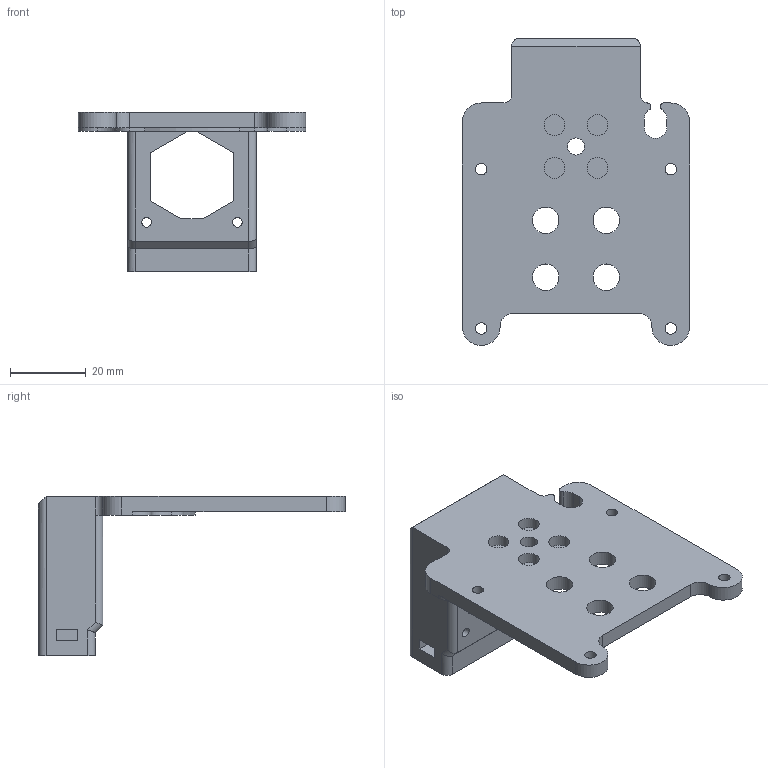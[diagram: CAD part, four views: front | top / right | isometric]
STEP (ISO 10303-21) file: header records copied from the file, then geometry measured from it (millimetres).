
FILE_DESCRIPTION(/* description */ (''),/* implementation_level */ '2;1');
FILE_NAME(/* name */ 'Toolhead Top Plate (NF Smart).step',/* time_stamp */ '2024-06-26T11:36:36-04:00',/* author */ (''),/* organization */ (''),/* preprocessor_version */ 'ST-DEVELOPER v20',/* originating_system */ 'Autodesk Translation Framework v13.14.0.145',/* authorisation */ '');
FILE_SCHEMA (('AUTOMOTIVE_DESIGN { 1 0 10303 214 3 1 1 }'));
Length unit declared in the file: millimetre
Products named in the file (1): (Unsaved)
Bounding box: 60 x 81 x 42 mm (x, y, z)
Volume: 29321.6 mm3; surface area: 14835.9 mm2
Topology: 1 solids, 1 shells, 108 faces, 260 edges, 171 vertices
Faces by surface type: cylinder 55, plane 53
Full cylindrical faces by diameter (mm): 2 x2, 2.075 x2, 2.529 x4, 2.9 x4, 3 x4, 4.5 x1, 5.5 x4, 7 x4, 8 x2
Entity records: 3251 total; most frequent: DIRECTION 584, CARTESIAN_POINT 540, ORIENTED_EDGE 520, EDGE_CURVE 260, AXIS2_PLACEMENT_3D 215, VERTEX_POINT 171, LINE 154, VECTOR 154
